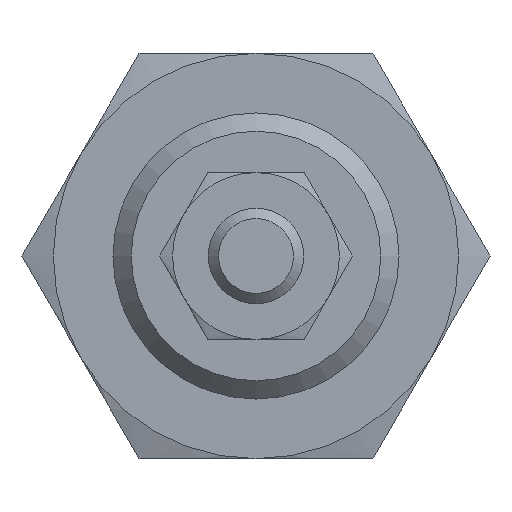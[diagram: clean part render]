
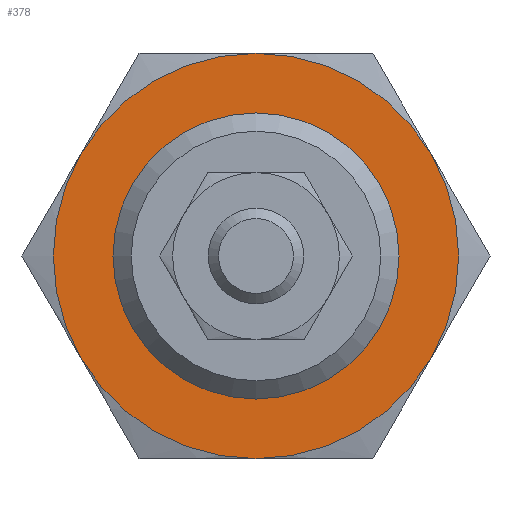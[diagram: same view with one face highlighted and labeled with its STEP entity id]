
A CAD part, left-side view. The second image highlights one B-rep face of the part: STEP entity #378.
In plain terms, the highlighted planar face has unit normal (-1, 0, 0).
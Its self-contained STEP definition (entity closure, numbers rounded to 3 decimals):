
#378 = ADVANCED_FACE( '', ( #738, #739 ), #740, .F. );
#738 = FACE_OUTER_BOUND( '', #1122, .T. );
#739 = FACE_BOUND( '', #1123, .T. );
#740 = PLANE( '', #1124 );
#1122 = EDGE_LOOP( '', ( #1801, #1802, #1803, #1804, #1805, #1806 ) );
#1123 = EDGE_LOOP( '', ( #1807 ) );
#1124 = AXIS2_PLACEMENT_3D( '', #1808, #1809, #1810 );
#1801 = ORIENTED_EDGE( '', *, *, #2402, .F. );
#1802 = ORIENTED_EDGE( '', *, *, #2403, .F. );
#1803 = ORIENTED_EDGE( '', *, *, #2358, .F. );
#1804 = ORIENTED_EDGE( '', *, *, #2362, .F. );
#1805 = ORIENTED_EDGE( '', *, *, #2380, .F. );
#1806 = ORIENTED_EDGE( '', *, *, #2404, .F. );
#1807 = ORIENTED_EDGE( '', *, *, #2405, .T. );
#1808 = CARTESIAN_POINT( '', ( 0., 0., 0. ) );
#1809 = DIRECTION( '', ( 1., 0., 0. ) );
#1810 = DIRECTION( '', ( 0., 0., -1. ) );
#2358 = EDGE_CURVE( '', #2799, #2590, #2810, .T. );
#2362 = EDGE_CURVE( '', #2772, #2799, #2814, .T. );
#2380 = EDGE_CURVE( '', #2789, #2772, #2835, .T. );
#2402 = EDGE_CURVE( '', #2862, #2863, #2864, .T. );
#2403 = EDGE_CURVE( '', #2590, #2862, #2865, .T. );
#2404 = EDGE_CURVE( '', #2863, #2789, #2866, .T. );
#2405 = EDGE_CURVE( '', #2867, #2867, #2868, .T. );
#2590 = VERTEX_POINT( '', #3136 );
#2772 = VERTEX_POINT( '', #3418 );
#2789 = VERTEX_POINT( '', #3459 );
#2799 = VERTEX_POINT( '', #3477 );
#2810 = CIRCLE( '', #3496, 8.5 );
#2814 = CIRCLE( '', #3500, 8.5 );
#2835 = CIRCLE( '', #3525, 8.5 );
#2862 = VERTEX_POINT( '', #3553 );
#2863 = VERTEX_POINT( '', #3554 );
#2864 = CIRCLE( '', #3555, 8.5 );
#2865 = CIRCLE( '', #3556, 8.5 );
#2866 = CIRCLE( '', #3557, 8.5 );
#2867 = VERTEX_POINT( '', #3558 );
#2868 = CIRCLE( '', #3559, 6. );
#3136 = CARTESIAN_POINT( '', ( 0., 0., -8.5 ) );
#3418 = CARTESIAN_POINT( '', ( 0., -7.361, 4.25 ) );
#3459 = CARTESIAN_POINT( '', ( 0., 0., 8.5 ) );
#3477 = CARTESIAN_POINT( '', ( 0., -7.361, -4.25 ) );
#3496 = AXIS2_PLACEMENT_3D( '', #3888, #3889, #3890 );
#3500 = AXIS2_PLACEMENT_3D( '', #3894, #3895, #3896 );
#3525 = AXIS2_PLACEMENT_3D( '', #3919, #3920, #3921 );
#3553 = CARTESIAN_POINT( '', ( 0., 7.361, -4.25 ) );
#3554 = CARTESIAN_POINT( '', ( 0., 7.361, 4.25 ) );
#3555 = AXIS2_PLACEMENT_3D( '', #3953, #3954, #3955 );
#3556 = AXIS2_PLACEMENT_3D( '', #3956, #3957, #3958 );
#3557 = AXIS2_PLACEMENT_3D( '', #3959, #3960, #3961 );
#3558 = CARTESIAN_POINT( '', ( 0., 0., -6. ) );
#3559 = AXIS2_PLACEMENT_3D( '', #3962, #3963, #3964 );
#3888 = CARTESIAN_POINT( '', ( 0., 0., 0. ) );
#3889 = DIRECTION( '', ( 1., 0., 0. ) );
#3890 = DIRECTION( '', ( 0., 0., -1. ) );
#3894 = CARTESIAN_POINT( '', ( 0., 0., 0. ) );
#3895 = DIRECTION( '', ( 1., 0., 0. ) );
#3896 = DIRECTION( '', ( 0., 0., -1. ) );
#3919 = CARTESIAN_POINT( '', ( 0., 0., 0. ) );
#3920 = DIRECTION( '', ( 1., 0., 0. ) );
#3921 = DIRECTION( '', ( 0., 0., -1. ) );
#3953 = CARTESIAN_POINT( '', ( 0., 0., 0. ) );
#3954 = DIRECTION( '', ( 1., 0., 0. ) );
#3955 = DIRECTION( '', ( 0., 0., -1. ) );
#3956 = CARTESIAN_POINT( '', ( 0., 0., 0. ) );
#3957 = DIRECTION( '', ( 1., 0., 0. ) );
#3958 = DIRECTION( '', ( 0., 0., -1. ) );
#3959 = CARTESIAN_POINT( '', ( 0., 0., 0. ) );
#3960 = DIRECTION( '', ( 1., 0., 0. ) );
#3961 = DIRECTION( '', ( 0., 0., -1. ) );
#3962 = CARTESIAN_POINT( '', ( 0., 0., 0. ) );
#3963 = DIRECTION( '', ( 1., 0., 0. ) );
#3964 = DIRECTION( '', ( 0., 0., -1. ) );
